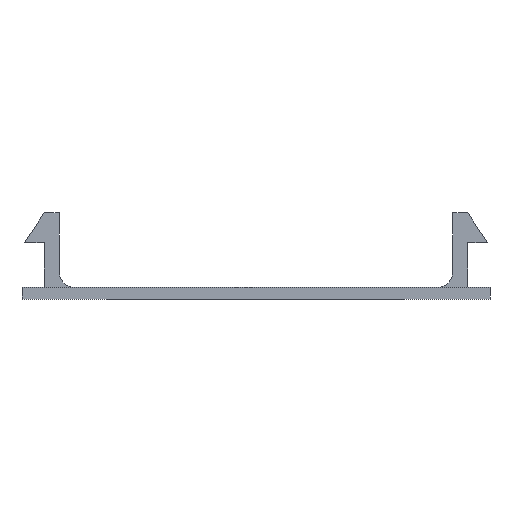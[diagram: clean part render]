
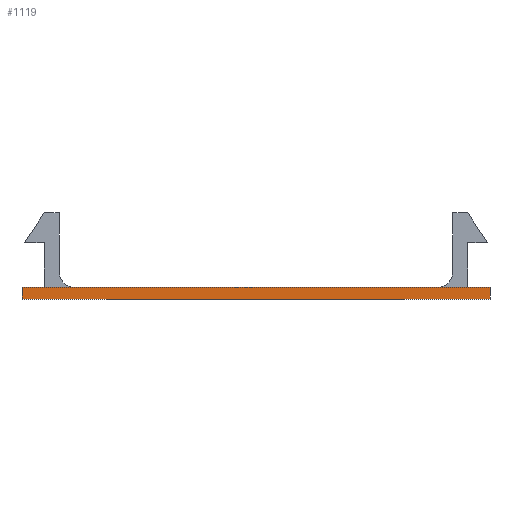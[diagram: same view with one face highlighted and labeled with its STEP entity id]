
A CAD part, front view. The second image highlights one B-rep face of the part: STEP entity #1119.
In plain terms, the highlighted planar face has unit normal (0, -1, 0).
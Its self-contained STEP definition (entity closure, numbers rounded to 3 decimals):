
#59=PLANE('',#1219);
#117=FACE_OUTER_BOUND('',#191,.T.);
#191=EDGE_LOOP('',(#987,#988,#989,#990));
#210=LINE('',#1552,#338);
#318=LINE('',#1819,#446);
#319=LINE('',#1821,#447);
#320=LINE('',#1822,#448);
#338=VECTOR('',#1248,10.);
#446=VECTOR('',#1488,10.);
#447=VECTOR('',#1491,10.);
#448=VECTOR('',#1492,10.);
#495=VERTEX_POINT('',#1548);
#497=VERTEX_POINT('',#1551);
#587=VERTEX_POINT('',#1812);
#590=VERTEX_POINT('',#1817);
#600=EDGE_CURVE('',#497,#495,#210,.T.);
#734=EDGE_CURVE('',#590,#587,#318,.T.);
#735=EDGE_CURVE('',#587,#495,#319,.T.);
#736=EDGE_CURVE('',#590,#497,#320,.T.);
#987=ORIENTED_EDGE('',*,*,#600,.T.);
#988=ORIENTED_EDGE('',*,*,#735,.F.);
#989=ORIENTED_EDGE('',*,*,#734,.F.);
#990=ORIENTED_EDGE('',*,*,#736,.T.);
#1119=ADVANCED_FACE('',(#117),#59,.T.);
#1219=AXIS2_PLACEMENT_3D('',#1820,#1489,#1490);
#1248=DIRECTION('',(-1.,0.,0.));
#1488=DIRECTION('',(-1.,0.,0.));
#1489=DIRECTION('center_axis',(0.,-1.,0.));
#1490=DIRECTION('ref_axis',(1.,0.,0.));
#1491=DIRECTION('',(0.,0.,1.));
#1492=DIRECTION('',(0.,0.,1.));
#1548=CARTESIAN_POINT('',(80.,0.,0.));
#1551=CARTESIAN_POINT('',(142.8,0.,0.));
#1552=CARTESIAN_POINT('',(95.7,0.,0.));
#1812=CARTESIAN_POINT('',(80.,0.,-1.6));
#1817=CARTESIAN_POINT('',(142.8,0.,-1.6));
#1819=CARTESIAN_POINT('',(80.,0.,-1.6));
#1820=CARTESIAN_POINT('Origin',(80.,0.,0.));
#1821=CARTESIAN_POINT('',(80.,0.,0.));
#1822=CARTESIAN_POINT('',(142.8,0.,0.));
